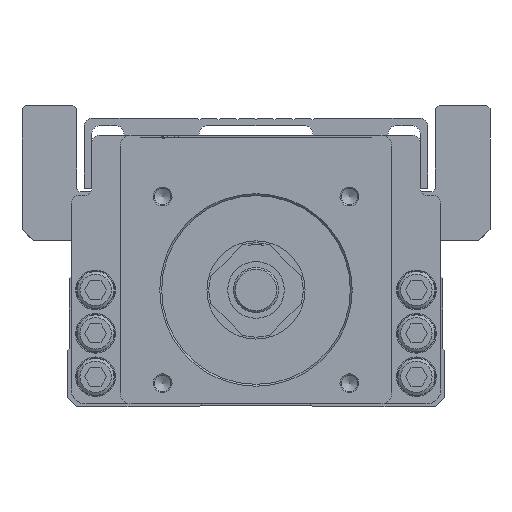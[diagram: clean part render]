
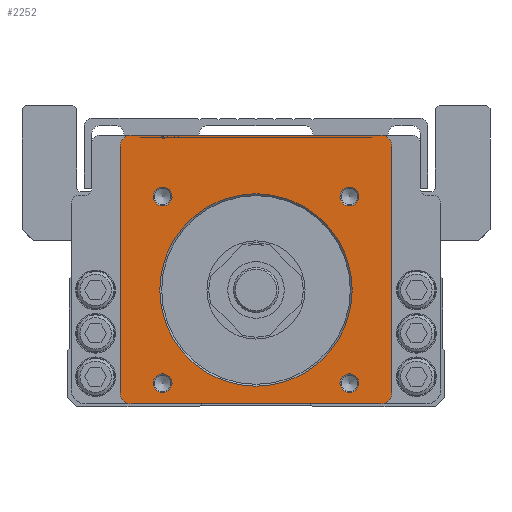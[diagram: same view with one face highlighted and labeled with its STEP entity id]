
A CAD part, front view. The second image highlights one B-rep face of the part: STEP entity #2252.
In plain terms, the highlighted face is planar.
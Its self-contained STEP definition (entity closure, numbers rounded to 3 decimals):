
#532=FACE_BOUND('',#6918,.T.);
#533=FACE_BOUND('',#6919,.T.);
#534=FACE_BOUND('',#6920,.T.);
#535=FACE_BOUND('',#6921,.T.);
#536=FACE_BOUND('',#6922,.T.);
#537=FACE_BOUND('',#6923,.T.);
#2252=ADVANCED_FACE('',(#532,#533,#534,#535,#536,#537),#4157,.T.);
#4157=PLANE('',#33457);
#6918=EDGE_LOOP('',(#16438));
#6919=EDGE_LOOP('',(#16439));
#6920=EDGE_LOOP('',(#16440));
#6921=EDGE_LOOP('',(#16441));
#6922=EDGE_LOOP('',(#16442));
#6923=EDGE_LOOP('',(#16443,#16444,#16445,#16446,#16447,#16448,#16449,#16450));
#9505=LINE('',#45940,#12782);
#9519=LINE('',#46067,#12796);
#9535=LINE('',#46110,#12812);
#9539=LINE('',#46119,#12816);
#12782=VECTOR('',#36643,1.);
#12796=VECTOR('',#36691,1.);
#12812=VECTOR('',#36723,1.);
#12816=VECTOR('',#36731,1.);
#16438=ORIENTED_EDGE('',*,*,#28214,.T.);
#16439=ORIENTED_EDGE('',*,*,#28215,.T.);
#16440=ORIENTED_EDGE('',*,*,#28216,.T.);
#16441=ORIENTED_EDGE('',*,*,#28217,.T.);
#16442=ORIENTED_EDGE('',*,*,#28218,.T.);
#16443=ORIENTED_EDGE('',*,*,#28148,.T.);
#16444=ORIENTED_EDGE('',*,*,#28219,.T.);
#16445=ORIENTED_EDGE('',*,*,#28174,.T.);
#16446=ORIENTED_EDGE('',*,*,#28182,.T.);
#16447=ORIENTED_EDGE('',*,*,#28116,.T.);
#16448=ORIENTED_EDGE('',*,*,#28184,.T.);
#16449=ORIENTED_EDGE('',*,*,#28169,.T.);
#16450=ORIENTED_EDGE('',*,*,#28220,.T.);
#25006=VERTEX_POINT('',#45939);
#25007=VERTEX_POINT('',#45941);
#25030=VERTEX_POINT('',#46066);
#25031=VERTEX_POINT('',#46068);
#25049=VERTEX_POINT('',#46109);
#25050=VERTEX_POINT('',#46111);
#25053=VERTEX_POINT('',#46120);
#25054=VERTEX_POINT('',#46121);
#25071=VERTEX_POINT('',#46189);
#25072=VERTEX_POINT('',#46191);
#25073=VERTEX_POINT('',#46193);
#25074=VERTEX_POINT('',#46195);
#25075=VERTEX_POINT('',#46197);
#28116=EDGE_CURVE('',#25007,#25006,#9505,.T.);
#28148=EDGE_CURVE('',#25031,#25030,#9519,.T.);
#28169=EDGE_CURVE('',#25050,#25049,#9535,.T.);
#28174=EDGE_CURVE('',#25053,#25054,#9539,.T.);
#28182=EDGE_CURVE('',#25054,#25007,#32363,.T.);
#28184=EDGE_CURVE('',#25006,#25050,#32365,.T.);
#28214=EDGE_CURVE('',#25071,#25071,#32376,.T.);
#28215=EDGE_CURVE('',#25072,#25072,#32377,.T.);
#28216=EDGE_CURVE('',#25073,#25073,#32378,.T.);
#28217=EDGE_CURVE('',#25074,#25074,#32379,.T.);
#28218=EDGE_CURVE('',#25075,#25075,#32380,.T.);
#28219=EDGE_CURVE('',#25030,#25053,#32381,.T.);
#28220=EDGE_CURVE('',#25049,#25031,#32382,.T.);
#32363=CIRCLE('',#33427,3.);
#32365=CIRCLE('',#33431,3.);
#32376=CIRCLE('',#33450,25.5);
#32377=CIRCLE('',#33451,2.5);
#32378=CIRCLE('',#33452,2.5);
#32379=CIRCLE('',#33453,2.5);
#32380=CIRCLE('',#33454,2.5);
#32381=CIRCLE('',#33455,3.);
#32382=CIRCLE('',#33456,3.);
#33427=AXIS2_PLACEMENT_3D('',#46132,#36744,#36745);
#33431=AXIS2_PLACEMENT_3D('',#46136,#36752,#36753);
#33450=AXIS2_PLACEMENT_3D('',#46188,#36809,#36810);
#33451=AXIS2_PLACEMENT_3D('',#46190,#36811,#36812);
#33452=AXIS2_PLACEMENT_3D('',#46192,#36813,#36814);
#33453=AXIS2_PLACEMENT_3D('',#46194,#36815,#36816);
#33454=AXIS2_PLACEMENT_3D('',#46196,#36817,#36818);
#33455=AXIS2_PLACEMENT_3D('',#46198,#36819,#36820);
#33456=AXIS2_PLACEMENT_3D('',#46199,#36821,#36822);
#33457=AXIS2_PLACEMENT_3D('',#46200,#36823,#36824);
#36643=DIRECTION('',(-1.,0.,0.));
#36691=DIRECTION('',(1.,0.,0.));
#36723=DIRECTION('',(0.,0.,-1.));
#36731=DIRECTION('',(0.,0.,1.));
#36744=DIRECTION('',(0.,-1.,0.));
#36745=DIRECTION('',(0.,0.,-1.));
#36752=DIRECTION('',(0.,-1.,0.));
#36753=DIRECTION('',(0.,0.,-1.));
#36809=DIRECTION('',(0.,1.,0.));
#36810=DIRECTION('',(0.,0.,-1.));
#36811=DIRECTION('',(0.,1.,0.));
#36812=DIRECTION('',(0.,0.,-1.));
#36813=DIRECTION('',(0.,1.,0.));
#36814=DIRECTION('',(0.,0.,-1.));
#36815=DIRECTION('',(0.,1.,0.));
#36816=DIRECTION('',(0.,0.,-1.));
#36817=DIRECTION('',(0.,1.,0.));
#36818=DIRECTION('',(0.,0.,-1.));
#36819=DIRECTION('',(0.,-1.,0.));
#36820=DIRECTION('',(0.,0.,-1.));
#36821=DIRECTION('',(0.,-1.,0.));
#36822=DIRECTION('',(0.,0.,-1.));
#36823=DIRECTION('',(0.,-1.,0.));
#36824=DIRECTION('',(0.,0.,1.));
#45939=CARTESIAN_POINT('',(-33.,-299.9,17.));
#45940=CARTESIAN_POINT('',(33.,-299.9,17.));
#45941=CARTESIAN_POINT('',(33.,-299.9,17.));
#46066=CARTESIAN_POINT('',(33.,-299.9,-54.2));
#46067=CARTESIAN_POINT('',(-49.,-299.9,-54.2));
#46068=CARTESIAN_POINT('',(-33.,-299.9,-54.2));
#46109=CARTESIAN_POINT('',(-36.,-299.9,-51.2));
#46110=CARTESIAN_POINT('',(-36.,-299.9,12.));
#46111=CARTESIAN_POINT('',(-36.,-299.9,14.));
#46119=CARTESIAN_POINT('',(36.,-299.9,-54.5));
#46120=CARTESIAN_POINT('',(36.,-299.9,-51.2));
#46121=CARTESIAN_POINT('',(36.,-299.9,14.));
#46132=CARTESIAN_POINT('',(33.,-299.9,14.));
#46136=CARTESIAN_POINT('',(-33.,-299.9,14.));
#46188=CARTESIAN_POINT('',(0.,-299.9,-24.));
#46189=CARTESIAN_POINT('',(0.,-299.9,-49.5));
#46190=CARTESIAN_POINT('',(-24.749,-299.9,-48.749));
#46191=CARTESIAN_POINT('',(-24.749,-299.9,-51.249));
#46192=CARTESIAN_POINT('',(-24.749,-299.9,0.749));
#46193=CARTESIAN_POINT('',(-24.749,-299.9,-1.751));
#46194=CARTESIAN_POINT('',(24.749,-299.9,0.749));
#46195=CARTESIAN_POINT('',(24.749,-299.9,-1.751));
#46196=CARTESIAN_POINT('',(24.749,-299.9,-48.749));
#46197=CARTESIAN_POINT('',(24.749,-299.9,-51.249));
#46198=CARTESIAN_POINT('',(33.,-299.9,-51.2));
#46199=CARTESIAN_POINT('',(-33.,-299.9,-51.2));
#46200=CARTESIAN_POINT('',(-33.,-299.9,12.));
